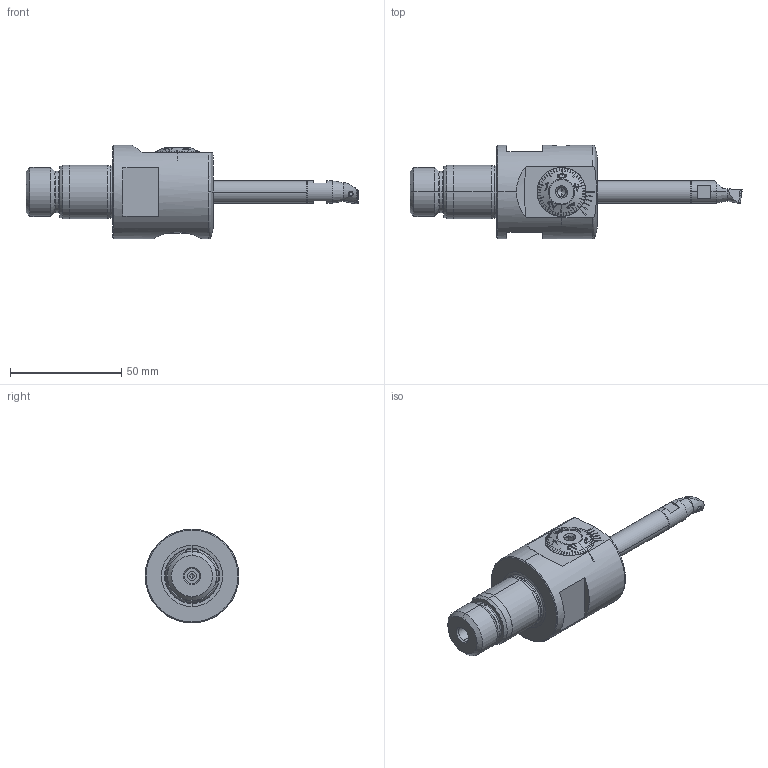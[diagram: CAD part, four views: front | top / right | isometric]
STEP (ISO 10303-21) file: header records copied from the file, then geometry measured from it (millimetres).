
FILE_DESCRIPTION (( 'STEP AP203' ), '1' );
FILE_NAME ('260.420.045C.STEP', '2018-02-21T08:37:18', ( 'SWIAdmin' ), ( 'Hewlett-Packard Company' ), 'SwSTEP 2.0', 'SolidWorks 2017', '' );
FILE_SCHEMA (( 'CONFIG_CONTROL_DESIGN' ));
Length unit declared in the file: millimetre
Products named in the file (23): HS6-A11.K11.023; HM1-BG1.006.015_A; DIN 3771 - 19x1.5; CA4-A42.K00.045_A; 260.420.045C; U10-HS6.K01.082_A; ISO 4026 - M8 x 12; A42-BG1.011.030_C; HS6-A11.K11.023_B; A42-BG1.011.030; A42-BG1.012.006_B; A42-BG3.011.030_A; A42-BG2.012.014_B; ISO 4026 - M8 x 6_PreviewCfg; A42-BG2.014.006_A; WCA-ER2.001.007_A; A42-BG2.015.014_A; WCA-ER2.001.005_A; Klebstoff D8; A42-BG2.012.005_A; CCMT060204; HM1-U10.001.082_A; A42-BG2.013.005_B
Assembly tree (23 placements, depth 4):
  260.420.045C
    CA4-A42.K00.045_A
    A42-BG1.011.030
      A42-BG1.011.030_C
      A42-BG1.012.006_B
      A42-BG2.015.014_A
        A42-BG2.012.014_B
        A42-BG2.014.006_A
      A42-BG2.012.005_A
      A42-BG2.013.005_B
      DIN 3771 - 19x1.5
      ISO 4026 - M8 x 12  x2
    A42-BG3.011.030_A
    ISO 4026 - M8 x 6_PreviewCfg
    WCA-ER2.001.007_A
    Klebstoff D8
    U10-HS6.K01.082_A
      HM1-U10.001.082_A
      HM1-BG1.006.015_A
    HS6-A11.K11.023
      HS6-A11.K11.023_B
      WCA-ER2.001.005_A
      CCMT060204
Bounding box: 149 x 42 x 42 mm (x, y, z)
Volume: 73887.2 mm3; surface area: 30665.9 mm2
Topology: 19 solids, 19 shells, 832 faces, 2110 edges, 1328 vertices
Faces by surface type: plane 338, cone 200, cylinder 170, torus 73, bspline 47, sphere 4
Entity records: 30715 total; most frequent: CARTESIAN_POINT 9373, ORIENTED_EDGE 4136, DIRECTION 3693, EDGE_CURVE 2068, AXIS2_PLACEMENT_3D 1456, VERTEX_POINT 1308, EDGE_LOOP 876, FACE_OUTER_BOUND 817
